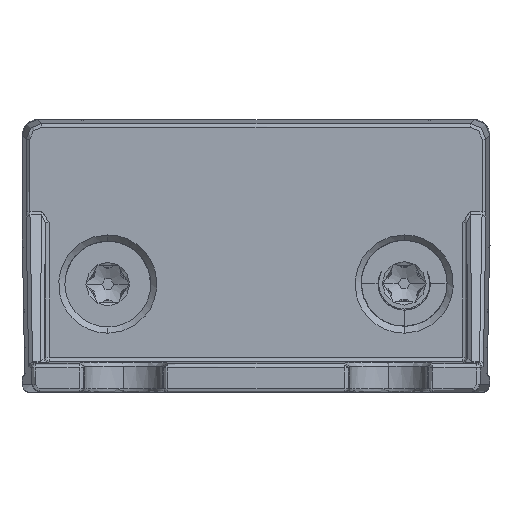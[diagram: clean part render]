
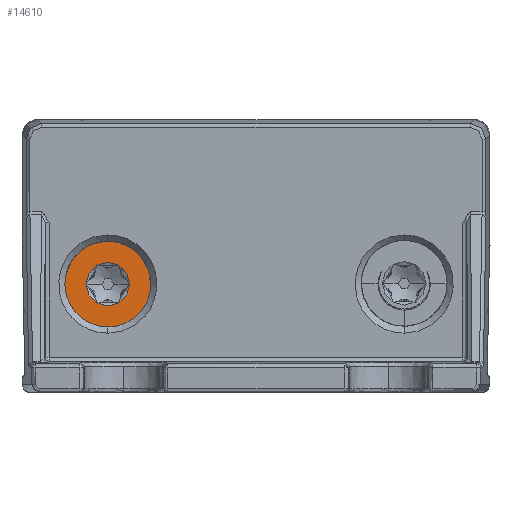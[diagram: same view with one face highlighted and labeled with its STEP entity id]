
A CAD part, front view. The second image highlights one B-rep face of the part: STEP entity #14610.
In plain terms, the highlighted planar face has unit normal (0, -1, 0).
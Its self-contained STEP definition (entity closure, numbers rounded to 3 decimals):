
#13600=AXIS2_PLACEMENT_3D('Circle Axis2P3D',#13598,#13599,$) ;
#14518=AXIS2_PLACEMENT_3D('Plane Axis2P3D',#14515,#14516,#14517) ;
#13588=CARTESIAN_POINT('Vertex',(2.75,20.,6.95)) ;
#13595=CARTESIAN_POINT('Vertex',(8.25,20.,6.95)) ;
#13598=CARTESIAN_POINT('Axis2P3D Location',(5.5,20.,6.95)) ;
#13617=CARTESIAN_POINT('Control Point',(2.75,20.,6.95)) ;
#13618=CARTESIAN_POINT('Control Point',(2.75,20.,7.814)) ;
#13619=CARTESIAN_POINT('Control Point',(3.089,20.,8.678)) ;
#13620=CARTESIAN_POINT('Control Point',(3.772,20.,9.361)) ;
#13621=CARTESIAN_POINT('Control Point',(5.5,20.,10.039)) ;
#13622=CARTESIAN_POINT('Control Point',(7.228,20.,9.361)) ;
#13623=CARTESIAN_POINT('Control Point',(7.911,20.,8.678)) ;
#13624=CARTESIAN_POINT('Control Point',(8.25,20.,7.814)) ;
#13625=CARTESIAN_POINT('Control Point',(8.25,20.,6.95)) ;
#14515=CARTESIAN_POINT('Axis2P3D Location',(4.125,20.,6.95)) ;
#14525=CARTESIAN_POINT('Control Point',(4.8,20.,8.162)) ;
#14526=CARTESIAN_POINT('Control Point',(4.951,20.,8.249)) ;
#14527=CARTESIAN_POINT('Control Point',(5.115,20.,8.313)) ;
#14528=CARTESIAN_POINT('Control Point',(5.287,20.,8.35)) ;
#14529=CARTESIAN_POINT('Control Point',(5.584,20.,8.367)) ;
#14530=CARTESIAN_POINT('Control Point',(5.872,20.,8.307)) ;
#14531=CARTESIAN_POINT('Control Point',(5.987,20.,8.271)) ;
#14532=CARTESIAN_POINT('Control Point',(6.097,20.,8.222)) ;
#14533=CARTESIAN_POINT('Control Point',(6.2,20.,8.162)) ;
#14534=CARTESIAN_POINT('Vertex',(4.8,20.,8.162)) ;
#14536=CARTESIAN_POINT('Vertex',(6.2,20.,8.162)) ;
#14540=CARTESIAN_POINT('Control Point',(6.2,20.,8.162)) ;
#14541=CARTESIAN_POINT('Control Point',(6.351,20.,8.075)) ;
#14542=CARTESIAN_POINT('Control Point',(6.488,20.,7.965)) ;
#14543=CARTESIAN_POINT('Control Point',(6.606,20.,7.834)) ;
#14544=CARTESIAN_POINT('Control Point',(6.769,20.,7.586)) ;
#14545=CARTESIAN_POINT('Control Point',(6.862,20.,7.306)) ;
#14546=CARTESIAN_POINT('Control Point',(6.887,20.,7.189)) ;
#14547=CARTESIAN_POINT('Control Point',(6.9,20.,7.069)) ;
#14548=CARTESIAN_POINT('Control Point',(6.9,20.,6.95)) ;
#14549=CARTESIAN_POINT('Vertex',(6.9,20.,6.95)) ;
#14553=CARTESIAN_POINT('Control Point',(6.9,20.,6.95)) ;
#14554=CARTESIAN_POINT('Control Point',(6.9,20.,6.776)) ;
#14555=CARTESIAN_POINT('Control Point',(6.873,20.,6.602)) ;
#14556=CARTESIAN_POINT('Control Point',(6.819,20.,6.434)) ;
#14557=CARTESIAN_POINT('Control Point',(6.685,20.,6.169)) ;
#14558=CARTESIAN_POINT('Control Point',(6.489,20.,5.949)) ;
#14559=CARTESIAN_POINT('Control Point',(6.4,20.,5.868)) ;
#14560=CARTESIAN_POINT('Control Point',(6.303,20.,5.797)) ;
#14561=CARTESIAN_POINT('Control Point',(6.2,20.,5.738)) ;
#14562=CARTESIAN_POINT('Vertex',(6.2,20.,5.738)) ;
#14566=CARTESIAN_POINT('Control Point',(6.2,20.,5.738)) ;
#14567=CARTESIAN_POINT('Control Point',(6.049,20.,5.651)) ;
#14568=CARTESIAN_POINT('Control Point',(5.885,20.,5.587)) ;
#14569=CARTESIAN_POINT('Control Point',(5.713,20.,5.55)) ;
#14570=CARTESIAN_POINT('Control Point',(5.416,20.,5.533)) ;
#14571=CARTESIAN_POINT('Control Point',(5.128,20.,5.593)) ;
#14572=CARTESIAN_POINT('Control Point',(5.013,20.,5.629)) ;
#14573=CARTESIAN_POINT('Control Point',(4.903,20.,5.678)) ;
#14574=CARTESIAN_POINT('Control Point',(4.8,20.,5.738)) ;
#14575=CARTESIAN_POINT('Vertex',(4.8,20.,5.738)) ;
#14579=CARTESIAN_POINT('Control Point',(4.8,20.,5.738)) ;
#14580=CARTESIAN_POINT('Control Point',(4.649,20.,5.825)) ;
#14581=CARTESIAN_POINT('Control Point',(4.512,20.,5.935)) ;
#14582=CARTESIAN_POINT('Control Point',(4.394,20.,6.066)) ;
#14583=CARTESIAN_POINT('Control Point',(4.231,20.,6.314)) ;
#14584=CARTESIAN_POINT('Control Point',(4.138,20.,6.594)) ;
#14585=CARTESIAN_POINT('Control Point',(4.113,20.,6.711)) ;
#14586=CARTESIAN_POINT('Control Point',(4.1,20.,6.831)) ;
#14587=CARTESIAN_POINT('Control Point',(4.1,20.,6.95)) ;
#14588=CARTESIAN_POINT('Vertex',(4.1,20.,6.95)) ;
#14592=CARTESIAN_POINT('Control Point',(4.1,20.,6.95)) ;
#14593=CARTESIAN_POINT('Control Point',(4.1,20.,7.124)) ;
#14594=CARTESIAN_POINT('Control Point',(4.127,20.,7.298)) ;
#14595=CARTESIAN_POINT('Control Point',(4.181,20.,7.466)) ;
#14596=CARTESIAN_POINT('Control Point',(4.315,20.,7.731)) ;
#14597=CARTESIAN_POINT('Control Point',(4.511,20.,7.951)) ;
#14598=CARTESIAN_POINT('Control Point',(4.6,20.,8.032)) ;
#14599=CARTESIAN_POINT('Control Point',(4.697,20.,8.103)) ;
#14600=CARTESIAN_POINT('Control Point',(4.8,20.,8.162)) ;
#13599=DIRECTION('Axis2P3D Direction',(0.,1.,0.)) ;
#14516=DIRECTION('Axis2P3D Direction',(0.,-1.,0.)) ;
#14517=DIRECTION('Axis2P3D XDirection',(0.,0.,1.)) ;
#14521=ORIENTED_EDGE('',*,*,#13626,.F.) ;
#14522=ORIENTED_EDGE('',*,*,#13602,.F.) ;
#14603=ORIENTED_EDGE('',*,*,#14538,.T.) ;
#14604=ORIENTED_EDGE('',*,*,#14551,.T.) ;
#14605=ORIENTED_EDGE('',*,*,#14564,.T.) ;
#14606=ORIENTED_EDGE('',*,*,#14577,.T.) ;
#14607=ORIENTED_EDGE('',*,*,#14590,.T.) ;
#14608=ORIENTED_EDGE('',*,*,#14601,.T.) ;
#14609=FACE_BOUND('',#14602,.T.) ;
#14610=ADVANCED_FACE('Hauptkoerper',(#14523,#14609),#14519,.T.) ;
#13616=B_SPLINE_CURVE_WITH_KNOTS('',5,(#13617,#13618,#13619,#13620,#13621,#13622,#13623,#13624,#13625),.UNSPECIFIED.,.F.,.U.,(6,3,6),(-4.32,0.,4.32),.UNSPECIFIED.) ;
#14524=B_SPLINE_CURVE_WITH_KNOTS('',5,(#14525,#14526,#14527,#14528,#14529,#14530,#14531,#14532,#14533),.UNSPECIFIED.,.F.,.U.,(6,3,6),(0.,1.23,2.073),.UNSPECIFIED.) ;
#14539=B_SPLINE_CURVE_WITH_KNOTS('',5,(#14540,#14541,#14542,#14543,#14544,#14545,#14546,#14547,#14548),.UNSPECIFIED.,.F.,.U.,(6,3,6),(0.,1.23,2.073),.UNSPECIFIED.) ;
#14552=B_SPLINE_CURVE_WITH_KNOTS('',5,(#14553,#14554,#14555,#14556,#14557,#14558,#14559,#14560,#14561),.UNSPECIFIED.,.F.,.U.,(6,3,6),(0.,1.23,2.073),.UNSPECIFIED.) ;
#14565=B_SPLINE_CURVE_WITH_KNOTS('',5,(#14566,#14567,#14568,#14569,#14570,#14571,#14572,#14573,#14574),.UNSPECIFIED.,.F.,.U.,(6,3,6),(0.,1.23,2.073),.UNSPECIFIED.) ;
#14578=B_SPLINE_CURVE_WITH_KNOTS('',5,(#14579,#14580,#14581,#14582,#14583,#14584,#14585,#14586,#14587),.UNSPECIFIED.,.F.,.U.,(6,3,6),(0.,1.23,2.073),.UNSPECIFIED.) ;
#14591=B_SPLINE_CURVE_WITH_KNOTS('',5,(#14592,#14593,#14594,#14595,#14596,#14597,#14598,#14599,#14600),.UNSPECIFIED.,.F.,.U.,(6,3,6),(0.,1.23,2.073),.UNSPECIFIED.) ;
#13601=CIRCLE('generated circle',#13600,2.75) ;
#13602=EDGE_CURVE('',#13596,#13589,#13601,.T.) ;
#13626=EDGE_CURVE('',#13589,#13596,#13616,.T.) ;
#14538=EDGE_CURVE('',#14535,#14537,#14524,.T.) ;
#14551=EDGE_CURVE('',#14537,#14550,#14539,.T.) ;
#14564=EDGE_CURVE('',#14550,#14563,#14552,.T.) ;
#14577=EDGE_CURVE('',#14563,#14576,#14565,.T.) ;
#14590=EDGE_CURVE('',#14576,#14589,#14578,.T.) ;
#14601=EDGE_CURVE('',#14589,#14535,#14591,.T.) ;
#14520=EDGE_LOOP('',(#14521,#14522)) ;
#14602=EDGE_LOOP('',(#14603,#14604,#14605,#14606,#14607,#14608)) ;
#14523=FACE_OUTER_BOUND('',#14520,.T.) ;
#14519=PLANE('',#14518) ;
#13589=VERTEX_POINT('',#13588) ;
#13596=VERTEX_POINT('',#13595) ;
#14535=VERTEX_POINT('',#14534) ;
#14537=VERTEX_POINT('',#14536) ;
#14550=VERTEX_POINT('',#14549) ;
#14563=VERTEX_POINT('',#14562) ;
#14576=VERTEX_POINT('',#14575) ;
#14589=VERTEX_POINT('',#14588) ;
